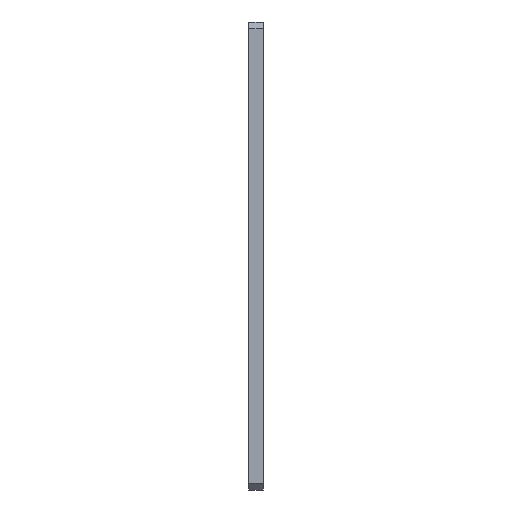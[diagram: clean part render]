
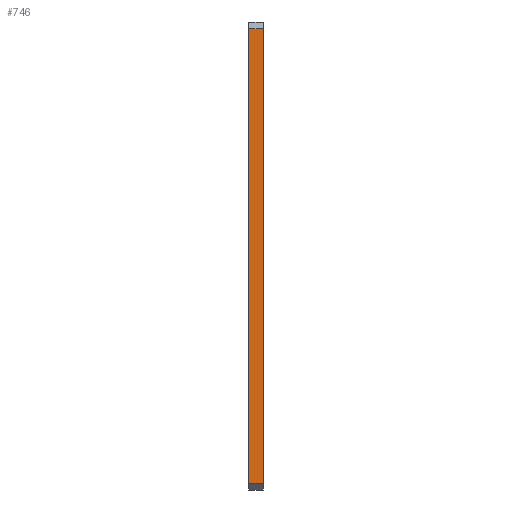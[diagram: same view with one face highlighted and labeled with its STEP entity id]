
A CAD part, left-side view. The second image highlights one B-rep face of the part: STEP entity #746.
In plain terms, the highlighted planar face has unit normal (-1, 0, 0).
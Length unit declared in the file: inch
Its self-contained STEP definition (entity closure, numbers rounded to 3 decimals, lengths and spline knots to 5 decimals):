
#24 = VERTEX_POINT ( 'NONE', #510 ) ;
#40 = CARTESIAN_POINT ( 'NONE',  ( 0., 0.063, -0.03 ) ) ;
#43 = CARTESIAN_POINT ( 'NONE',  ( 0., 0.063, -2.07 ) ) ;
#70 = DIRECTION ( 'NONE',  ( 0., -1., 0. ) ) ;
#90 = ORIENTED_EDGE ( 'NONE', *, *, #104, .T. ) ;
#104 = EDGE_CURVE ( 'NONE', #442, #497, #682, .T. ) ;
#169 = CARTESIAN_POINT ( 'NONE',  ( 0., 0.063, 0. ) ) ;
#176 = ORIENTED_EDGE ( 'NONE', *, *, #244, .T. ) ;
#177 = CARTESIAN_POINT ( 'NONE',  ( 0., 0., -2.07 ) ) ;
#225 = DIRECTION ( 'NONE',  ( 1., 0., 0. ) ) ;
#244 = EDGE_CURVE ( 'NONE', #497, #364, #514, .T. ) ;
#248 = CARTESIAN_POINT ( 'NONE',  ( 0., 0., 0. ) ) ;
#274 = VECTOR ( 'NONE', #406, 39.37008 ) ;
#322 = ORIENTED_EDGE ( 'NONE', *, *, #393, .F. ) ;
#349 = FACE_OUTER_BOUND ( 'NONE', #492, .T. ) ;
#364 = VERTEX_POINT ( 'NONE', #762 ) ;
#393 = EDGE_CURVE ( 'NONE', #24, #364, #698, .T. ) ;
#402 = AXIS2_PLACEMENT_3D ( 'NONE', #756, #225, #462 ) ;
#406 = DIRECTION ( 'NONE',  ( 0., 0., 1. ) ) ;
#442 = VERTEX_POINT ( 'NONE', #177 ) ;
#462 = DIRECTION ( 'NONE',  ( 0., 0., -1. ) ) ;
#492 = EDGE_LOOP ( 'NONE', ( #322, #539, #90, #176 ) ) ;
#495 = EDGE_CURVE ( 'NONE', #24, #442, #720, .T. ) ;
#497 = VERTEX_POINT ( 'NONE', #730 ) ;
#510 = CARTESIAN_POINT ( 'NONE',  ( 0., 0.063, -2.07 ) ) ;
#511 = PLANE ( 'NONE',  #402 ) ;
#514 = LINE ( 'NONE', #40, #659 ) ;
#522 = VECTOR ( 'NONE', #668, 39.37008 ) ;
#539 = ORIENTED_EDGE ( 'NONE', *, *, #495, .T. ) ;
#633 = DIRECTION ( 'NONE',  ( 0., 1., 0. ) ) ;
#659 = VECTOR ( 'NONE', #633, 39.37008 ) ;
#668 = DIRECTION ( 'NONE',  ( 0., 0., 1. ) ) ;
#682 = LINE ( 'NONE', #248, #522 ) ;
#698 = LINE ( 'NONE', #169, #274 ) ;
#699 = VECTOR ( 'NONE', #70, 39.37008 ) ;
#720 = LINE ( 'NONE', #43, #699 ) ;
#730 = CARTESIAN_POINT ( 'NONE',  ( 0., 0., -0.03 ) ) ;
#746 = ADVANCED_FACE ( 'NONE', ( #349 ), #511, .F. ) ;
#756 = CARTESIAN_POINT ( 'NONE',  ( 0., 0.063, 0. ) ) ;
#762 = CARTESIAN_POINT ( 'NONE',  ( 0., 0.063, -0.03 ) ) ;
